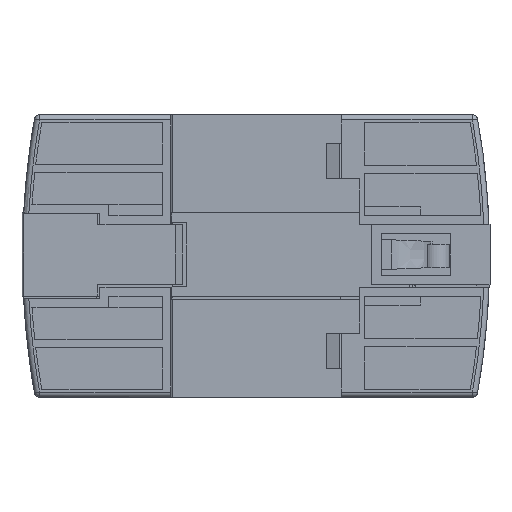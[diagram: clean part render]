
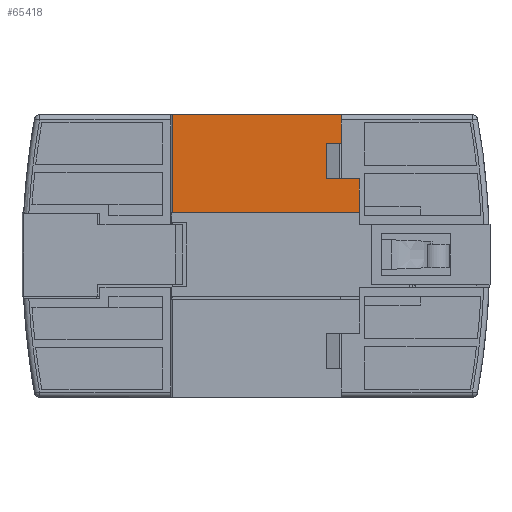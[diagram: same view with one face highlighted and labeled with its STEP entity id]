
A CAD part, front view. The second image highlights one B-rep face of the part: STEP entity #65418.
In plain terms, the highlighted planar face has unit normal (0, -1, 0).
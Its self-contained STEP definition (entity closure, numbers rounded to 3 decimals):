
#18021=DIRECTION('',(1.,0.,0.));
#18022=VECTOR('',#18021,35.8);
#18023=CARTESIAN_POINT('',(-16.03,5.08,8.25));
#18024=LINE('',#18023,#18022);
#18073=DIRECTION('',(1.,0.,0.));
#18074=VECTOR('',#18073,35.8);
#18075=CARTESIAN_POINT('',(-16.03,5.08,27.));
#18076=LINE('',#18075,#18074);
#18077=DIRECTION('',(0.,0.,1.));
#18078=VECTOR('',#18077,18.75);
#18079=CARTESIAN_POINT('',(-16.03,5.08,8.25));
#18080=LINE('',#18079,#18078);
#18093=DIRECTION('',(0.,0.,1.));
#18094=VECTOR('',#18093,6.5);
#18095=CARTESIAN_POINT('',(19.77,5.08,8.25));
#18096=LINE('',#18095,#18094);
#18101=DIRECTION('',(0.,0.,1.));
#18102=VECTOR('',#18101,5.5);
#18103=CARTESIAN_POINT('',(19.77,5.08,21.5));
#18104=LINE('',#18103,#18102);
#30589=DIRECTION('',(1.,0.,0.));
#30590=VECTOR('',#30589,6.35);
#30591=CARTESIAN_POINT('',(13.42,5.08,21.5));
#30592=LINE('',#30591,#30590);
#30593=DIRECTION('',(0.,0.,1.));
#30594=VECTOR('',#30593,6.75);
#30595=CARTESIAN_POINT('',(13.42,5.08,14.75));
#30596=LINE('',#30595,#30594);
#30601=DIRECTION('',(-1.,0.,0.));
#30602=VECTOR('',#30601,6.35);
#30603=CARTESIAN_POINT('',(19.77,5.08,14.75));
#30604=LINE('',#30603,#30602);
#34291=CARTESIAN_POINT('',(19.77,5.08,27.));
#34292=VERTEX_POINT('',#34291);
#34294=CARTESIAN_POINT('',(-16.03,5.08,27.));
#34296=VERTEX_POINT('',#34294);
#37232=CARTESIAN_POINT('',(-16.03,5.08,8.25));
#37233=VERTEX_POINT('',#37232);
#37242=CARTESIAN_POINT('',(13.42,5.08,14.75));
#37243=CARTESIAN_POINT('',(13.42,5.08,21.5));
#37244=VERTEX_POINT('',#37242);
#37245=VERTEX_POINT('',#37243);
#37246=CARTESIAN_POINT('',(19.77,5.08,8.25));
#37247=VERTEX_POINT('',#37246);
#37260=CARTESIAN_POINT('',(19.77,5.08,21.5));
#37261=VERTEX_POINT('',#37260);
#37262=CARTESIAN_POINT('',(19.77,5.08,14.75));
#37263=VERTEX_POINT('',#37262);
#65398=CARTESIAN_POINT('',(1.87,5.08,17.625));
#65399=DIRECTION('',(0.,1.,0.));
#65400=DIRECTION('',(-1.,0.,0.));
#65401=AXIS2_PLACEMENT_3D('',#65398,#65399,#65400);
#65402=PLANE('',#65401);
#65403=ORIENTED_EDGE('',*,*,#42342,.T.);
#65405=ORIENTED_EDGE('',*,*,#65404,.F.);
#65407=ORIENTED_EDGE('',*,*,#65406,.F.);
#65409=ORIENTED_EDGE('',*,*,#65408,.F.);
#65411=ORIENTED_EDGE('',*,*,#65410,.F.);
#65413=ORIENTED_EDGE('',*,*,#65412,.F.);
#65414=ORIENTED_EDGE('',*,*,#65346,.F.);
#65415=ORIENTED_EDGE('',*,*,#65390,.T.);
#65416=EDGE_LOOP('',(#65403,#65405,#65407,#65409,#65411,#65413,#65414,#65415));
#65417=FACE_OUTER_BOUND('',#65416,.F.);
#65418=ADVANCED_FACE('',(#65417),#65402,.F.);
#42342=EDGE_CURVE('',#34296,#34292,#18076,.T.);
#65346=EDGE_CURVE('',#37233,#37247,#18024,.T.);
#65390=EDGE_CURVE('',#37233,#34296,#18080,.T.);
#65404=EDGE_CURVE('',#37261,#34292,#18104,.T.);
#65406=EDGE_CURVE('',#37245,#37261,#30592,.T.);
#65408=EDGE_CURVE('',#37244,#37245,#30596,.T.);
#65410=EDGE_CURVE('',#37263,#37244,#30604,.T.);
#65412=EDGE_CURVE('',#37247,#37263,#18096,.T.);
